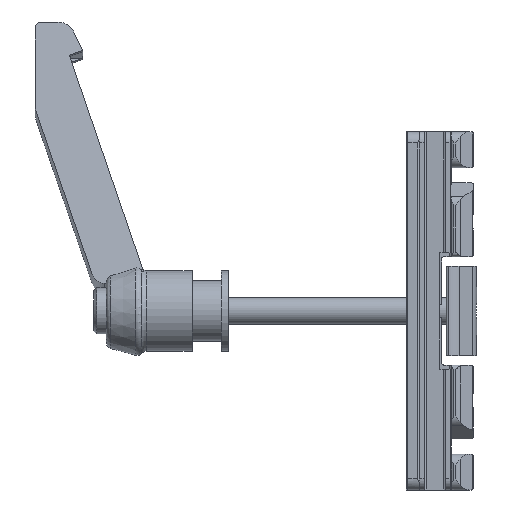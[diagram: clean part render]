
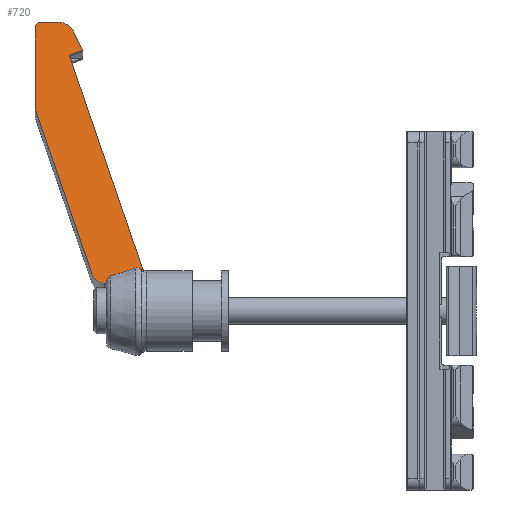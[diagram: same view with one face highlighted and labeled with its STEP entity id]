
A CAD part, left-side view. The second image highlights one B-rep face of the part: STEP entity #720.
In plain terms, the highlighted planar face has unit normal (-0.977, 0, 0.213).
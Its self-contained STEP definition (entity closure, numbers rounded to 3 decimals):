
#720=ADVANCED_FACE('',(#1269),#1270,.T.);
#1269=FACE_OUTER_BOUND('',#2262,.T.);
#1270=PLANE('',#2263);
#2262=EDGE_LOOP('',(#3591,#3592,#3593,#3594,#3595,#3596,#3597,#3598,#3599,#3600,#3601,#3602,#3603,#3604,#3605,#3606));
#2263=AXIS2_PLACEMENT_3D('',#3607,#3608,#3609);
#3591=ORIENTED_EDGE('',*,*,#7111,.F.);
#3592=ORIENTED_EDGE('',*,*,#7081,.T.);
#3593=ORIENTED_EDGE('',*,*,#7174,.F.);
#3594=ORIENTED_EDGE('',*,*,#7172,.T.);
#3595=ORIENTED_EDGE('',*,*,#7094,.F.);
#3596=ORIENTED_EDGE('',*,*,#7087,.T.);
#3597=ORIENTED_EDGE('',*,*,#7108,.T.);
#3598=ORIENTED_EDGE('',*,*,#7159,.T.);
#3599=ORIENTED_EDGE('',*,*,#7158,.T.);
#3600=ORIENTED_EDGE('',*,*,#7151,.T.);
#3601=ORIENTED_EDGE('',*,*,#7154,.T.);
#3602=ORIENTED_EDGE('',*,*,#7162,.T.);
#3603=ORIENTED_EDGE('',*,*,#7164,.T.);
#3604=ORIENTED_EDGE('',*,*,#7165,.T.);
#3605=ORIENTED_EDGE('',*,*,#7104,.T.);
#3606=ORIENTED_EDGE('',*,*,#7166,.T.);
#3607=CARTESIAN_POINT('',(-2.909,82.422,8.955));
#3608=DIRECTION('',(-0.977,0.0,0.213));
#3609=DIRECTION('',(0.213,0.0,0.977));
#7081=EDGE_CURVE('',#8390,#8391,#8392,.T.);
#7087=EDGE_CURVE('',#8402,#8400,#8403,.T.);
#7094=EDGE_CURVE('',#8402,#8414,#8415,.T.);
#7104=EDGE_CURVE('',#8432,#8430,#8433,.T.);
#7108=EDGE_CURVE('',#8400,#8437,#8439,.T.);
#7111=EDGE_CURVE('',#8390,#8443,#8444,.T.);
#7151=EDGE_CURVE('',#8510,#8508,#8511,.T.);
#7154=EDGE_CURVE('',#8508,#8513,#8515,.T.);
#7158=EDGE_CURVE('',#8516,#8510,#8521,.T.);
#7159=EDGE_CURVE('',#8437,#8516,#8522,.T.);
#7162=EDGE_CURVE('',#8513,#8524,#8526,.T.);
#7164=EDGE_CURVE('',#8524,#8527,#8529,.T.);
#7165=EDGE_CURVE('',#8527,#8432,#8530,.T.);
#7166=EDGE_CURVE('',#8430,#8443,#8531,.T.);
#7172=EDGE_CURVE('',#8540,#8414,#8541,.T.);
#7174=EDGE_CURVE('',#8540,#8391,#8543,.T.);
#8390=VERTEX_POINT('',#10580);
#8391=VERTEX_POINT('',#10581);
#8392=B_SPLINE_CURVE_WITH_KNOTS('',3,(#10582,#10583,#10584,#10585,#10586,#10587,#10588,#10589,#10590,#10591,#10592,#10593),.UNSPECIFIED.,.F.,.F.,(4,2,2,2,2,4),(0.01,0.01,0.011,0.011,0.011,0.012),.UNSPECIFIED.);
#8400=VERTEX_POINT('',#10603);
#8402=VERTEX_POINT('',#10606);
#8403=LINE('',#10607,#10608);
#8414=VERTEX_POINT('',#10640);
#8415=B_SPLINE_CURVE_WITH_KNOTS('',3,(#10641,#10642,#10643,#10644,#10645,#10646),.UNSPECIFIED.,.F.,.F.,(4,2,4),(0.,0.001,0.001),.UNSPECIFIED.);
#8430=VERTEX_POINT('',#10661);
#8432=VERTEX_POINT('',#10664);
#8433=CIRCLE('',#10665,2.85);
#8437=VERTEX_POINT('',#10671);
#8439=LINE('',#10674,#10675);
#8443=VERTEX_POINT('',#10681);
#8444=LINE('',#10682,#10683);
#8508=VERTEX_POINT('',#10774);
#8510=VERTEX_POINT('',#10777);
#8511=LINE('',#10778,#10779);
#8513=VERTEX_POINT('',#10782);
#8515=CIRCLE('',#10785,1.35);
#8516=VERTEX_POINT('',#10786);
#8521=CIRCLE('',#10793,4.0);
#8522=LINE('',#10794,#10795);
#8524=VERTEX_POINT('',#10798);
#8526=LINE('',#10801,#10802);
#8527=VERTEX_POINT('',#10803);
#8529=CIRCLE('',#10806,2.7);
#8530=LINE('',#10807,#10808);
#8531=LINE('',#10809,#10810);
#8540=VERTEX_POINT('',#10821);
#8541=B_SPLINE_CURVE_WITH_KNOTS('',3,(#10822,#10823,#10824,#10825,#10826,#10827,#10828,#10829),.UNSPECIFIED.,.F.,.F.,(4,2,2,4),(0.005,0.006,0.006,0.007),.UNSPECIFIED.);
#8543=B_SPLINE_CURVE_WITH_KNOTS('',3,(#10831,#10832,#10833,#10834),.UNSPECIFIED.,.F.,.F.,(4,4),(0.013,0.018),.UNSPECIFIED.);
#10580=CARTESIAN_POINT('',(-3.51,81.95,6.198));
#10581=CARTESIAN_POINT('',(-3.159,80.959,7.809));
#10582=CARTESIAN_POINT('',(-3.51,81.95,6.198));
#10583=CARTESIAN_POINT('',(-3.474,81.95,6.363));
#10584=CARTESIAN_POINT('',(-3.438,81.932,6.531));
#10585=CARTESIAN_POINT('',(-3.366,81.855,6.858));
#10586=CARTESIAN_POINT('',(-3.332,81.796,7.014));
#10587=CARTESIAN_POINT('',(-3.269,81.632,7.307));
#10588=CARTESIAN_POINT('',(-3.239,81.527,7.443));
#10589=CARTESIAN_POINT('',(-3.202,81.335,7.612));
#10590=CARTESIAN_POINT('',(-3.191,81.265,7.662));
#10591=CARTESIAN_POINT('',(-3.173,81.118,7.748));
#10592=CARTESIAN_POINT('',(-3.165,81.041,7.783));
#10593=CARTESIAN_POINT('',(-3.159,80.959,7.809));
#10603=CARTESIAN_POINT('',(7.589,90.239,57.113));
#10606=CARTESIAN_POINT('',(-2.988,73.575,8.593));
#10607=CARTESIAN_POINT('',(-3.516,72.743,6.171));
#10608=VECTOR('',#14381,1.0);
#10640=CARTESIAN_POINT('',(-2.891,74.11,9.037));
#10641=CARTESIAN_POINT('',(-2.988,73.575,8.593));
#10642=CARTESIAN_POINT('',(-2.978,73.681,8.642));
#10643=CARTESIAN_POINT('',(-2.964,73.782,8.707));
#10644=CARTESIAN_POINT('',(-2.931,73.961,8.857));
#10645=CARTESIAN_POINT('',(-2.912,74.041,8.943));
#10646=CARTESIAN_POINT('',(-2.891,74.11,9.037));
#10661=CARTESIAN_POINT('',(-3.516,82.422,6.171));
#10664=CARTESIAN_POINT('',(-3.102,85.123,8.069));
#10665=AXIS2_PLACEMENT_3D('',#14412,#14413,#14414);
#10671=CARTESIAN_POINT('',(7.819,87.269,58.169));
#10674=CARTESIAN_POINT('',(7.589,90.239,57.113));
#10675=VECTOR('',#14418,1.0);
#10681=CARTESIAN_POINT('',(-3.516,81.95,6.171));
#10682=CARTESIAN_POINT('',(-3.548,81.95,6.024));
#10683=VECTOR('',#14421,1.0);
#10774=CARTESIAN_POINT('',(9.204,96.45,64.52));
#10777=CARTESIAN_POINT('',(9.204,92.848,64.52));
#10778=CARTESIAN_POINT('',(9.204,92.848,64.52));
#10779=VECTOR('',#14483,1.0);
#10782=CARTESIAN_POINT('',(8.916,97.8,63.201));
#10785=AXIS2_PLACEMENT_3D('',#14486,#14487,#14488);
#10786=CARTESIAN_POINT('',(8.712,89.223,62.264));
#10793=AXIS2_PLACEMENT_3D('',#14494,#14495,#14496);
#10794=CARTESIAN_POINT('',(7.819,87.269,58.169));
#10795=VECTOR('',#14497,1.0);
#10798=CARTESIAN_POINT('',(5.038,97.8,45.41));
#10801=CARTESIAN_POINT('',(8.916,97.8,63.201));
#10802=VECTOR('',#14500,1.0);
#10803=CARTESIAN_POINT('',(4.855,97.66,44.571));
#10806=AXIS2_PLACEMENT_3D('',#14502,#14503,#14504);
#10807=CARTESIAN_POINT('',(4.855,97.66,44.571));
#10808=VECTOR('',#14505,1.0);
#10809=CARTESIAN_POINT('',(-3.516,82.422,6.171));
#10810=VECTOR('',#14506,1.0);
#10821=CARTESIAN_POINT('',(-2.784,75.509,9.53));
#10822=CARTESIAN_POINT('',(-2.784,75.509,9.53));
#10823=CARTESIAN_POINT('',(-2.776,75.384,9.569));
#10824=CARTESIAN_POINT('',(-2.771,75.25,9.588));
#10825=CARTESIAN_POINT('',(-2.773,74.985,9.58));
#10826=CARTESIAN_POINT('',(-2.779,74.853,9.555));
#10827=CARTESIAN_POINT('',(-2.808,74.481,9.419));
#10828=CARTESIAN_POINT('',(-2.845,74.265,9.248));
#10829=CARTESIAN_POINT('',(-2.891,74.11,9.037));
#10831=CARTESIAN_POINT('',(-2.784,75.509,9.53));
#10832=CARTESIAN_POINT('',(-2.906,77.331,8.971));
#10833=CARTESIAN_POINT('',(-3.03,79.149,8.401));
#10834=CARTESIAN_POINT('',(-3.159,80.959,7.809));
#14381=DIRECTION('',(0.202,0.318,0.926));
#14412=CARTESIAN_POINT('',(-2.909,82.422,8.955));
#14413=DIRECTION('',(-0.977,0.0,0.213));
#14414=DIRECTION('',(0.213,0.0,0.977));
#14418=DIRECTION('',(0.073,-0.94,0.334));
#14421=DIRECTION('',(-0.213,0.0,-0.977));
#14483=DIRECTION('',(0.0,1.0,0.0));
#14486=CARTESIAN_POINT('',(8.916,96.45,63.201));
#14487=DIRECTION('',(-0.977,0.0,0.213));
#14488=DIRECTION('',(0.213,0.0,0.977));
#14494=CARTESIAN_POINT('',(8.352,92.848,60.612));
#14495=DIRECTION('',(-0.977,0.0,0.213));
#14496=DIRECTION('',(0.213,0.0,0.977));
#14497=DIRECTION('',(0.193,0.423,0.886));
#14500=DIRECTION('',(-0.213,0.0,-0.977));
#14502=CARTESIAN_POINT('',(5.038,95.1,45.41));
#14503=DIRECTION('',(-0.977,0.0,0.213));
#14504=DIRECTION('',(0.213,0.0,0.977));
#14505=DIRECTION('',(-0.202,-0.318,-0.926));
#14506=DIRECTION('',(0.,-1.0,0.));
